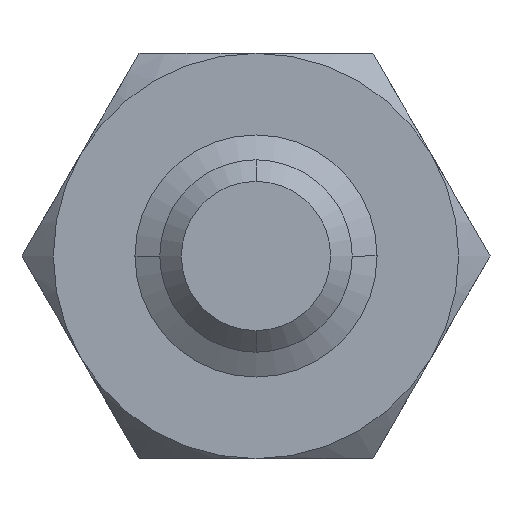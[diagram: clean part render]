
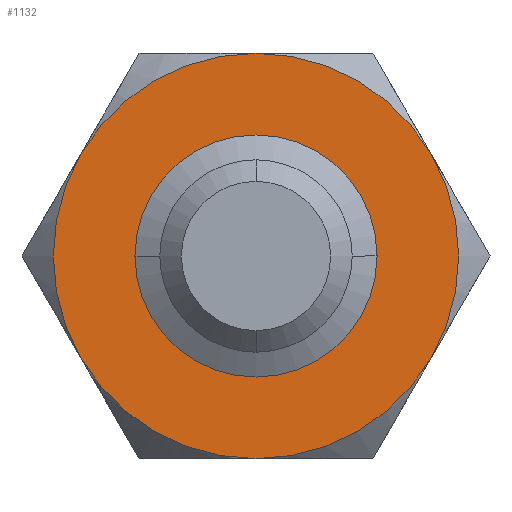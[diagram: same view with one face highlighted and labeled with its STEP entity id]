
A CAD part, front view. The second image highlights one B-rep face of the part: STEP entity #1132.
In plain terms, the highlighted planar face has unit normal (0, -1, 0).
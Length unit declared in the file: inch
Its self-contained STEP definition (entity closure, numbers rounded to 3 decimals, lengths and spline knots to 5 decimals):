
#158 = DIRECTION ( 'NONE',  ( 0., 0., 1. ) ) ;
#162 = CARTESIAN_POINT ( 'NONE',  ( 0., -0.08, 0. ) ) ;
#382 = VERTEX_POINT ( 'NONE', #383 ) ;
#383 = CARTESIAN_POINT ( 'NONE',  ( -0.08119, -0.08, 0.04688 ) ) ;
#409 = DIRECTION ( 'NONE',  ( 0., 0., 1. ) ) ;
#493 = AXIS2_PLACEMENT_3D ( 'NONE', #162, #3101, #409 ) ;
#522 = CARTESIAN_POINT ( 'NONE',  ( 0., -0.08, -0.09375 ) ) ;
#673 = VERTEX_POINT ( 'NONE', #1236 ) ;
#689 = EDGE_CURVE ( 'NONE', #2194, #3962, #3619, .T. ) ;
#771 = EDGE_LOOP ( 'NONE', ( #2167, #1165, #2059, #820, #2600, #804 ) ) ;
#804 = ORIENTED_EDGE ( 'NONE', *, *, #3646, .T. ) ;
#820 = ORIENTED_EDGE ( 'NONE', *, *, #4141, .T. ) ;
#830 = CIRCLE ( 'NONE', #1603, 0.09375 ) ;
#909 = DIRECTION ( 'NONE',  ( 0., 0., 1. ) ) ;
#913 = AXIS2_PLACEMENT_3D ( 'NONE', #3668, #2627, #3651 ) ;
#917 = AXIS2_PLACEMENT_3D ( 'NONE', #4140, #4117, #3768 ) ;
#940 = DIRECTION ( 'NONE',  ( 0., -1., 0. ) ) ;
#947 = CARTESIAN_POINT ( 'NONE',  ( 0., -0.08, -0.0445 ) ) ;
#984 = AXIS2_PLACEMENT_3D ( 'NONE', #1524, #2842, #3181 ) ;
#990 = AXIS2_PLACEMENT_3D ( 'NONE', #2582, #3262, #909 ) ;
#1059 = CIRCLE ( 'NONE', #984, 0.09375 ) ;
#1132 = ADVANCED_FACE ( 'NONE', ( #4207, #1888 ), #1213, .F. ) ;
#1153 = DIRECTION ( 'NONE',  ( 0., 0., 1. ) ) ;
#1165 = ORIENTED_EDGE ( 'NONE', *, *, #2779, .T. ) ;
#1213 = PLANE ( 'NONE',  #990 ) ;
#1236 = CARTESIAN_POINT ( 'NONE',  ( -0.08119, -0.08, -0.04688 ) ) ;
#1370 = EDGE_CURVE ( 'NONE', #1927, #2273, #2226, .T. ) ;
#1460 = CIRCLE ( 'NONE', #493, 0.09375 ) ;
#1524 = CARTESIAN_POINT ( 'NONE',  ( 0., -0.08, 0. ) ) ;
#1603 = AXIS2_PLACEMENT_3D ( 'NONE', #2659, #4001, #1712 ) ;
#1666 = CIRCLE ( 'NONE', #3897, 0.09375 ) ;
#1712 = DIRECTION ( 'NONE',  ( 0., 0., 1. ) ) ;
#1731 = CARTESIAN_POINT ( 'NONE',  ( 0.08119, -0.08, 0.04688 ) ) ;
#1888 = FACE_OUTER_BOUND ( 'NONE', #771, .T. ) ;
#1927 = VERTEX_POINT ( 'NONE', #522 ) ;
#2043 = EDGE_CURVE ( 'NONE', #3899, #2785, #3634, .T. ) ;
#2059 = ORIENTED_EDGE ( 'NONE', *, *, #3825, .T. ) ;
#2110 = CARTESIAN_POINT ( 'NONE',  ( 0., -0.08, 0. ) ) ;
#2167 = ORIENTED_EDGE ( 'NONE', *, *, #689, .T. ) ;
#2194 = VERTEX_POINT ( 'NONE', #1731 ) ;
#2226 = CIRCLE ( 'NONE', #917, 0.09375 ) ;
#2273 = VERTEX_POINT ( 'NONE', #2881 ) ;
#2582 = CARTESIAN_POINT ( 'NONE',  ( -0.10825, -0.08, 0. ) ) ;
#2600 = ORIENTED_EDGE ( 'NONE', *, *, #1370, .T. ) ;
#2627 = DIRECTION ( 'NONE',  ( 0., -1., 0. ) ) ;
#2659 = CARTESIAN_POINT ( 'NONE',  ( 0., -0.08, 0. ) ) ;
#2701 = AXIS2_PLACEMENT_3D ( 'NONE', #3581, #940, #3877 ) ;
#2779 = EDGE_CURVE ( 'NONE', #3962, #382, #1666, .T. ) ;
#2785 = VERTEX_POINT ( 'NONE', #3798 ) ;
#2829 = EDGE_CURVE ( 'NONE', #2785, #3899, #4109, .T. ) ;
#2842 = DIRECTION ( 'NONE',  ( 0., -1., 0. ) ) ;
#2881 = CARTESIAN_POINT ( 'NONE',  ( 0.08119, -0.08, -0.04688 ) ) ;
#3101 = DIRECTION ( 'NONE',  ( 0., -1., 0. ) ) ;
#3144 = CARTESIAN_POINT ( 'NONE',  ( 0., -0.08, 0. ) ) ;
#3162 = DIRECTION ( 'NONE',  ( 0., -1., 0. ) ) ;
#3181 = DIRECTION ( 'NONE',  ( 0., 0., 1. ) ) ;
#3247 = EDGE_LOOP ( 'NONE', ( #3647, #3366 ) ) ;
#3262 = DIRECTION ( 'NONE',  ( 0., 1., 0. ) ) ;
#3366 = ORIENTED_EDGE ( 'NONE', *, *, #2043, .F. ) ;
#3466 = DIRECTION ( 'NONE',  ( 0., -1., 0. ) ) ;
#3581 = CARTESIAN_POINT ( 'NONE',  ( 0., -0.08, 0. ) ) ;
#3619 = CIRCLE ( 'NONE', #2701, 0.09375 ) ;
#3634 = CIRCLE ( 'NONE', #913, 0.0445 ) ;
#3646 = EDGE_CURVE ( 'NONE', #2273, #2194, #1460, .T. ) ;
#3647 = ORIENTED_EDGE ( 'NONE', *, *, #2829, .F. ) ;
#3651 = DIRECTION ( 'NONE',  ( 0., 0., 1. ) ) ;
#3668 = CARTESIAN_POINT ( 'NONE',  ( 0., -0.08, 0. ) ) ;
#3768 = DIRECTION ( 'NONE',  ( 0., 0., -1. ) ) ;
#3798 = CARTESIAN_POINT ( 'NONE',  ( 0., -0.08, 0.0445 ) ) ;
#3825 = EDGE_CURVE ( 'NONE', #382, #673, #830, .T. ) ;
#3877 = DIRECTION ( 'NONE',  ( 0., 0., 1. ) ) ;
#3897 = AXIS2_PLACEMENT_3D ( 'NONE', #2110, #3466, #1153 ) ;
#3899 = VERTEX_POINT ( 'NONE', #947 ) ;
#3962 = VERTEX_POINT ( 'NONE', #4085 ) ;
#4001 = DIRECTION ( 'NONE',  ( 0., -1., 0. ) ) ;
#4042 = AXIS2_PLACEMENT_3D ( 'NONE', #3144, #3162, #158 ) ;
#4085 = CARTESIAN_POINT ( 'NONE',  ( 0., -0.08, 0.09375 ) ) ;
#4109 = CIRCLE ( 'NONE', #4042, 0.0445 ) ;
#4117 = DIRECTION ( 'NONE',  ( 0., -1., 0. ) ) ;
#4140 = CARTESIAN_POINT ( 'NONE',  ( 0., -0.08, 0. ) ) ;
#4141 = EDGE_CURVE ( 'NONE', #673, #1927, #1059, .T. ) ;
#4207 = FACE_BOUND ( 'NONE', #3247, .T. ) ;
